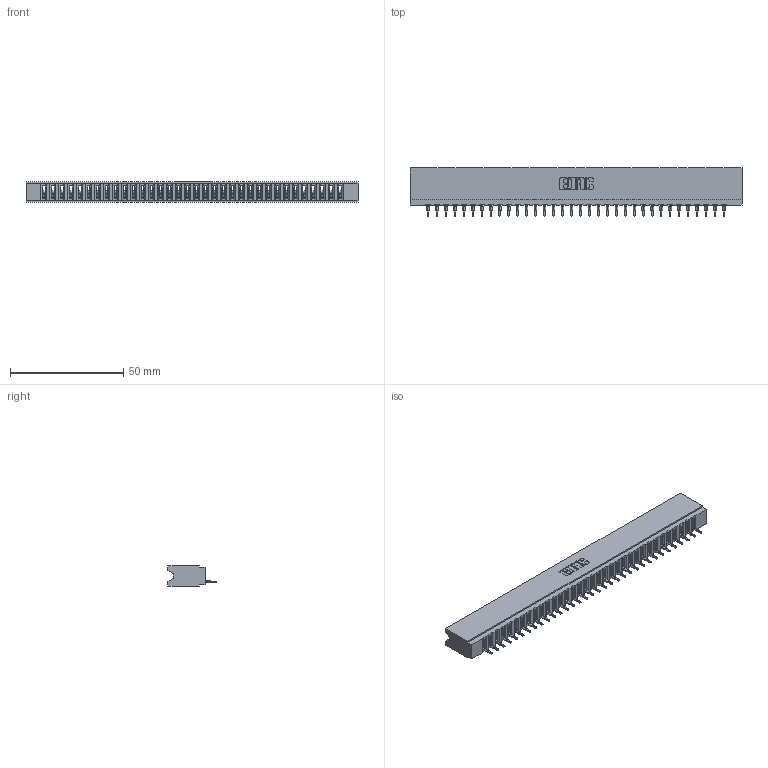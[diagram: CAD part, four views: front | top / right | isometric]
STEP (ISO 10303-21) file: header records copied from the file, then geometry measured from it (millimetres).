
FILE_DESCRIPTION (( 'STEP AP203' ), '1' );
FILE_NAME ('737-034-525-106.STEP', '2020-09-11T00:41:16', ( '' ), ( '' ), 'SwSTEP 2.0', 'SolidWorks 2020', '' );
FILE_SCHEMA (( 'CONFIG_CONTROL_DESIGN' ));
Length unit declared in the file: inch
Products named in the file (3): 737 Part_Insulator Option - 06; 745-292-001_525; 737-034-525-106
Assembly tree (35 placements, depth 2):
  737-034-525-106
    737 Part_Insulator Option - 06
    745-292-001_525  x34
Bounding box: 146.56 x 21.22 x 8.89 mm (x, y, z)
Volume: 14173.7 mm3; surface area: 18811.7 mm2
Topology: 35 solids, 35 shells, 3937 faces, 10831 edges, 6834 vertices
Faces by surface type: plane 2367, cylinder 686, bspline 680, torus 204
Entity records: 58359 total; most frequent: CARTESIAN_POINT 10790, ORIENTED_EDGE 10244, DIRECTION 8880, EDGE_CURVE 5122, VECTOR 4736, LINE 4736, VERTEX_POINT 3270, AXIS2_PLACEMENT_3D 2072
